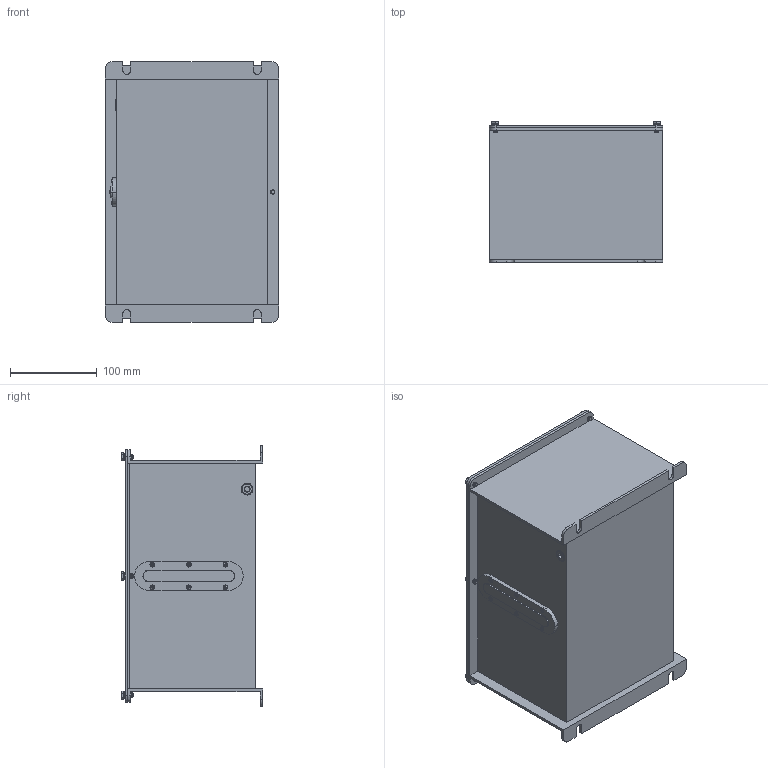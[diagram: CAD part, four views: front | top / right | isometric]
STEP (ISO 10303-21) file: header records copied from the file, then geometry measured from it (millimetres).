
FILE_DESCRIPTION (( 'STEP AP214' ), '1' );
FILE_NAME ('40F(4L).STEP', '2024-01-10T07:00:36', ( '' ), ( '' ), 'SwSTEP 2.0', 'SolidWorks 2018', '' );
FILE_SCHEMA (( 'AUTOMOTIVE_DESIGN' ));
Length unit declared in the file: millimetre
Products named in the file (1): 40F(4L)
Bounding box: 200 x 162.69 x 300 mm (x, y, z)
Surface area: 411087.5 mm2 (no closed solid volume)
Topology: 0 solids, 65 shells, 685 faces, 3579 edges, 2923 vertices
Faces by surface type: plane 378, cylinder 185, cone 110, sphere 12
Entity records: 44021 total; most frequent: CARTESIAN_POINT 10721, DIRECTION 4988, ORIENTED_EDGE 4632, EDGE_CURVE 3579, VERTEX_POINT 2923, AXIS2_PLACEMENT_3D 1854, VECTOR 1280, LINE 1280
